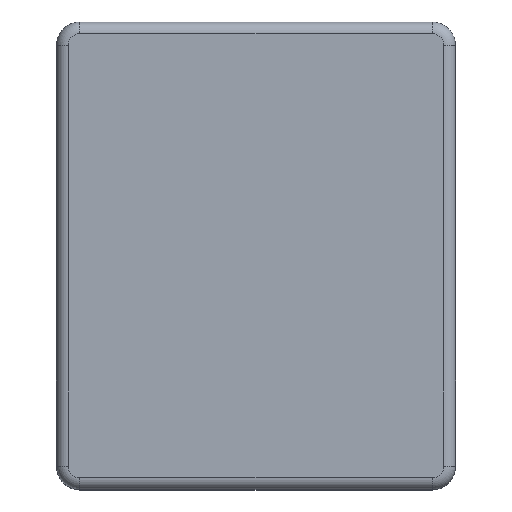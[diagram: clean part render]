
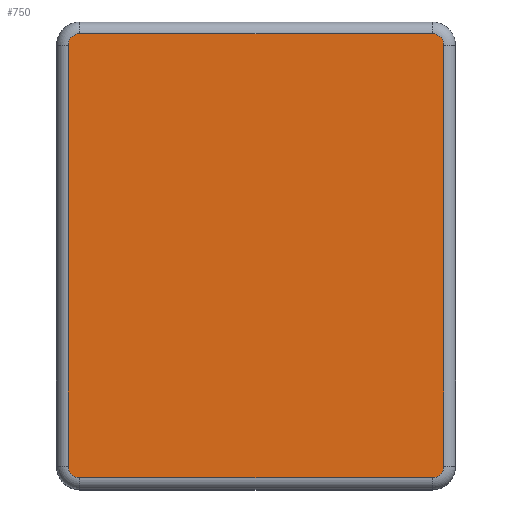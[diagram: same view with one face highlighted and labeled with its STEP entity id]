
A CAD part, top view. The second image highlights one B-rep face of the part: STEP entity #750.
In plain terms, the highlighted planar face has unit normal (0, 0, 1).
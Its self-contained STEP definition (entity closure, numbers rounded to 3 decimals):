
#473 = VERTEX_POINT('',#474);
#474 = CARTESIAN_POINT('',(8.31,1.52,7.));
#481 = EDGE_CURVE('',#473,#482,#484,.T.);
#482 = VERTEX_POINT('',#483);
#483 = CARTESIAN_POINT('',(8.31,-8.92,7.));
#484 = LINE('',#485,#486);
#485 = CARTESIAN_POINT('',(8.31,1.52,7.));
#486 = VECTOR('',#487,1.);
#487 = DIRECTION('',(0.,-1.,0.));
#506 = VERTEX_POINT('',#507);
#507 = CARTESIAN_POINT('',(8.02,1.81,7.));
#516 = EDGE_CURVE('',#506,#473,#517,.T.);
#517 = CIRCLE('',#518,0.29);
#518 = AXIS2_PLACEMENT_3D('',#519,#520,#521);
#519 = CARTESIAN_POINT('',(8.02,1.52,7.));
#520 = DIRECTION('',(0.,0.,-1.));
#521 = DIRECTION('',(0.,1.,0.));
#534 = VERTEX_POINT('',#535);
#535 = CARTESIAN_POINT('',(8.02,-9.21,7.));
#542 = EDGE_CURVE('',#482,#534,#543,.T.);
#543 = CIRCLE('',#544,0.29);
#544 = AXIS2_PLACEMENT_3D('',#545,#546,#547);
#545 = CARTESIAN_POINT('',(8.02,-8.92,7.));
#546 = DIRECTION('',(0.,0.,-1.));
#547 = DIRECTION('',(1.,0.,0.));
#558 = VERTEX_POINT('',#559);
#559 = CARTESIAN_POINT('',(-0.72,1.81,7.));
#566 = EDGE_CURVE('',#558,#506,#567,.T.);
#567 = LINE('',#568,#569);
#568 = CARTESIAN_POINT('',(-0.72,1.81,7.));
#569 = VECTOR('',#570,1.);
#570 = DIRECTION('',(1.,0.,0.));
#583 = EDGE_CURVE('',#534,#584,#586,.T.);
#584 = VERTEX_POINT('',#585);
#585 = CARTESIAN_POINT('',(-0.72,-9.21,7.));
#586 = LINE('',#587,#588);
#587 = CARTESIAN_POINT('',(8.02,-9.21,7.));
#588 = VECTOR('',#589,1.);
#589 = DIRECTION('',(-1.,0.,0.));
#608 = VERTEX_POINT('',#609);
#609 = CARTESIAN_POINT('',(-1.01,1.52,7.));
#618 = EDGE_CURVE('',#608,#558,#619,.T.);
#619 = CIRCLE('',#620,0.29);
#620 = AXIS2_PLACEMENT_3D('',#621,#622,#623);
#621 = CARTESIAN_POINT('',(-0.72,1.52,7.));
#622 = DIRECTION('',(0.,0.,-1.));
#623 = DIRECTION('',(-1.,0.,0.));
#636 = VERTEX_POINT('',#637);
#637 = CARTESIAN_POINT('',(-1.01,-8.92,7.));
#644 = EDGE_CURVE('',#584,#636,#645,.T.);
#645 = CIRCLE('',#646,0.29);
#646 = AXIS2_PLACEMENT_3D('',#647,#648,#649);
#647 = CARTESIAN_POINT('',(-0.72,-8.92,7.));
#648 = DIRECTION('',(0.,0.,-1.));
#649 = DIRECTION('',(0.,-1.,0.));
#660 = EDGE_CURVE('',#636,#608,#661,.T.);
#661 = LINE('',#662,#663);
#662 = CARTESIAN_POINT('',(-1.01,-8.92,7.));
#663 = VECTOR('',#664,1.);
#664 = DIRECTION('',(0.,1.,0.));
#750 = ADVANCED_FACE('',(#751),#761,.F.);
#751 = FACE_BOUND('',#752,.F.);
#752 = EDGE_LOOP('',(#753,#754,#755,#756,#757,#758,#759,#760));
#753 = ORIENTED_EDGE('',*,*,#566,.T.);
#754 = ORIENTED_EDGE('',*,*,#516,.T.);
#755 = ORIENTED_EDGE('',*,*,#481,.T.);
#756 = ORIENTED_EDGE('',*,*,#542,.T.);
#757 = ORIENTED_EDGE('',*,*,#583,.T.);
#758 = ORIENTED_EDGE('',*,*,#644,.T.);
#759 = ORIENTED_EDGE('',*,*,#660,.T.);
#760 = ORIENTED_EDGE('',*,*,#618,.T.);
#761 = PLANE('',#762);
#762 = AXIS2_PLACEMENT_3D('',#763,#764,#765);
#763 = CARTESIAN_POINT('',(3.65,-3.7,7.));
#764 = DIRECTION('',(0.,0.,-1.));
#765 = DIRECTION('',(-1.,0.,0.));
